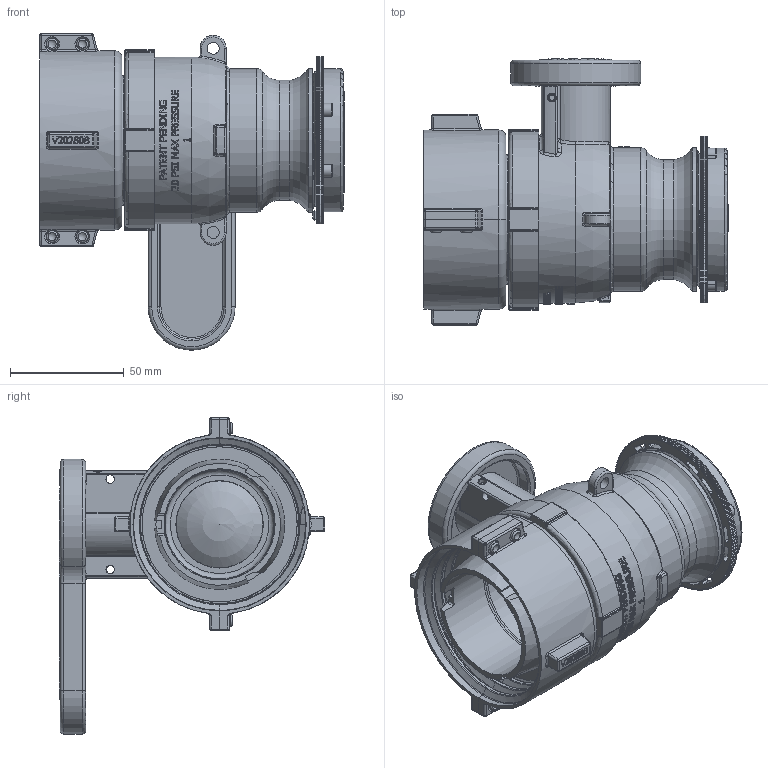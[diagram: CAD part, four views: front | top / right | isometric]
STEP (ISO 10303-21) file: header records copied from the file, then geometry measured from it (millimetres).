
FILE_DESCRIPTION(/* description */ ('2" QDC OUTLET X 80 COLLAR STUBBY W/ CAP & SEAL'),/* implementation_level */ '2;1');
FILE_NAME(/* name */ 'WSF210FSAE.stp',/* time_stamp */ '2017-02-09T13:44:47-05:00',/* author */ ('MJC'),/* organization */ (''),/* preprocessor_version */ 'ST-DEVELOPER v16.5',/* originating_system */ 'Autodesk Inventor 2017',/* authorisation */ '');
FILE_SCHEMA (('AUTOMOTIVE_DESIGN { 1 0 10303 214 3 1 1 }'));
Products named in the file (19): WSF210FSAE; 201FPTX; 050DECAL; C25PFSLE113; WSF20264; WSF20264X; V20280A; V20280B; W20284G; WS20002; WS20153; WS20255T; WS20255; V20255BX; WS20284R1; WS20284R1X; WS20258; WS20163E; VL1004
Assembly tree (20 placements, depth 4):
  WSF210FSAE
    201FPTX
    050DECAL
    C25PFSLE113
    WSF20264
      WSF20264X
      WS20258
    V20280A
    V20280B
    W20284G
    WS20002
    WS20153
    WS20163E  x2
    WS20255T
      WS20255
        V20255BX
    WS20284R1
      WS20284R1X
      WS20258
    VL1004
Bounding box: 133.58 x 116.66 x 138.81 mm (x, y, z)
Volume: 328258.4 mm3; surface area: 169172.1 mm2
Topology: 16 solids, 16 shells, 4628 faces, 12596 edges, 8221 vertices
Faces by surface type: plane 2425, cylinder 976, bspline 950, torus 146, cone 75, sphere 56
Full cylindrical faces by diameter (mm): 3.175 x2, 3.251 x1, 3.683 x2, 3.962 x1, 4.775 x2, 5.08 x4, 5.258 x2, 5.283 x4, 6.528 x4, 7.925 x1, 18.161 x1, 18.288 x1, 22.225 x3, 23.495 x2, 24.079 x1, 30.226 x1, 30.988 x1, 38.1 x4, 38.354 x1, 42.875 x1, 43.129 x2, 43.18 x2, 47.752 x1, 48.514 x1, 48.768 x1, 50.292 x1, 52.578 x1, 53.569 x1, 55.88 x1, 56.896 x1
Entity records: 160050 total; most frequent: CARTESIAN_POINT 47009, ORIENTED_EDGE 24672, DIRECTION 20637, EDGE_CURVE 12336, VERTEX_POINT 8167, LINE 7691, VECTOR 7691, AXIS2_PLACEMENT_3D 6473
